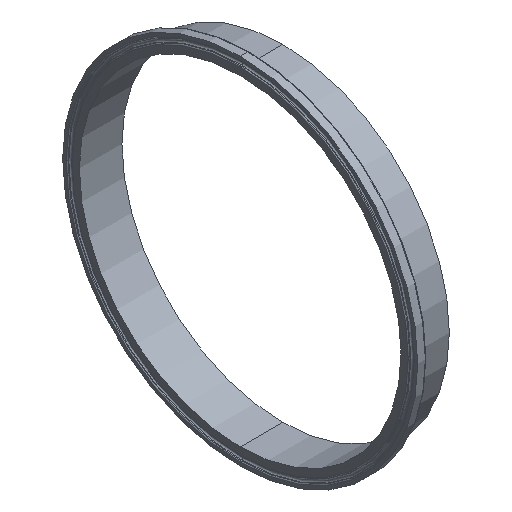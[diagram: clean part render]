
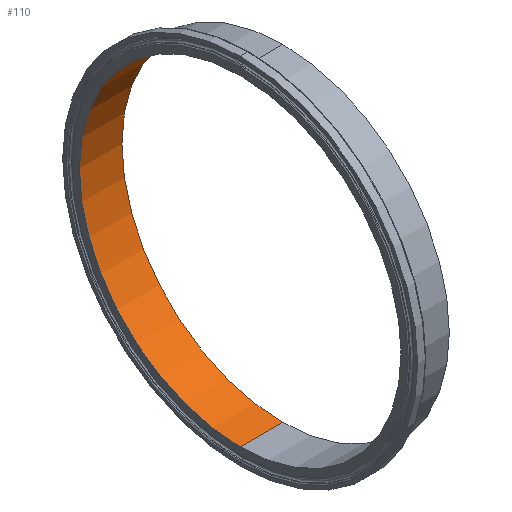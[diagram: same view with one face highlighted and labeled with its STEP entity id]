
A CAD part, isometric view. The second image highlights one B-rep face of the part: STEP entity #110.
In plain terms, the highlighted cylindrical face has radius 105.78 mm (diameter 211.56 mm), a partial arc.
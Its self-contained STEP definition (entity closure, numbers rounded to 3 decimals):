
#27 = VERTEX_POINT ( 'NONE', #246 ) ;
#34 = CARTESIAN_POINT ( 'NONE',  ( 0., 0., -105.78 ) ) ;
#48 = DIRECTION ( 'NONE',  ( 0., 0., 1. ) ) ;
#62 = VECTOR ( 'NONE', #240, 1000. ) ;
#71 = VERTEX_POINT ( 'NONE', #34 ) ;
#103 = CARTESIAN_POINT ( 'NONE',  ( 28., 0., 0. ) ) ;
#104 = AXIS2_PLACEMENT_3D ( 'NONE', #344, #635, #364 ) ;
#110 = ADVANCED_FACE ( 'NONE', ( #321 ), #605, .F. ) ;
#122 = AXIS2_PLACEMENT_3D ( 'NONE', #698, #324, #647 ) ;
#201 = VECTOR ( 'NONE', #498, 1000. ) ;
#226 = LINE ( 'NONE', #515, #62 ) ;
#231 = ORIENTED_EDGE ( 'NONE', *, *, #372, .T. ) ;
#240 = DIRECTION ( 'NONE',  ( -1., 0., 0. ) ) ;
#246 = CARTESIAN_POINT ( 'NONE',  ( 0., 0., 105.78 ) ) ;
#286 = ORIENTED_EDGE ( 'NONE', *, *, #686, .F. ) ;
#298 = EDGE_CURVE ( 'NONE', #446, #27, #547, .T. ) ;
#318 = CARTESIAN_POINT ( 'NONE',  ( 28., 0., 105.78 ) ) ;
#321 = FACE_OUTER_BOUND ( 'NONE', #427, .T. ) ;
#324 = DIRECTION ( 'NONE',  ( -1., 0., 0. ) ) ;
#342 = AXIS2_PLACEMENT_3D ( 'NONE', #103, #425, #48 ) ;
#344 = CARTESIAN_POINT ( 'NONE',  ( 0., 0., 0. ) ) ;
#364 = DIRECTION ( 'NONE',  ( 0., 0., 1. ) ) ;
#372 = EDGE_CURVE ( 'NONE', #27, #71, #474, .T. ) ;
#399 = ORIENTED_EDGE ( 'NONE', *, *, #298, .T. ) ;
#425 = DIRECTION ( 'NONE',  ( -1., 0., 0. ) ) ;
#427 = EDGE_LOOP ( 'NONE', ( #286, #465, #399, #231 ) ) ;
#443 = EDGE_CURVE ( 'NONE', #446, #587, #554, .T. ) ;
#446 = VERTEX_POINT ( 'NONE', #318 ) ;
#465 = ORIENTED_EDGE ( 'NONE', *, *, #443, .F. ) ;
#474 = CIRCLE ( 'NONE', #122, 105.78 ) ;
#498 = DIRECTION ( 'NONE',  ( -1., 0., 0. ) ) ;
#515 = CARTESIAN_POINT ( 'NONE',  ( 0., 0., -105.78 ) ) ;
#547 = LINE ( 'NONE', #598, #201 ) ;
#554 = CIRCLE ( 'NONE', #342, 105.78 ) ;
#587 = VERTEX_POINT ( 'NONE', #626 ) ;
#598 = CARTESIAN_POINT ( 'NONE',  ( 0., 0., 105.78 ) ) ;
#605 = CYLINDRICAL_SURFACE ( 'NONE', #104, 105.78 ) ;
#626 = CARTESIAN_POINT ( 'NONE',  ( 28., 0., -105.78 ) ) ;
#635 = DIRECTION ( 'NONE',  ( -1., 0., 0. ) ) ;
#647 = DIRECTION ( 'NONE',  ( 0., 0., 1. ) ) ;
#686 = EDGE_CURVE ( 'NONE', #587, #71, #226, .T. ) ;
#698 = CARTESIAN_POINT ( 'NONE',  ( 0., 0., 0. ) ) ;
